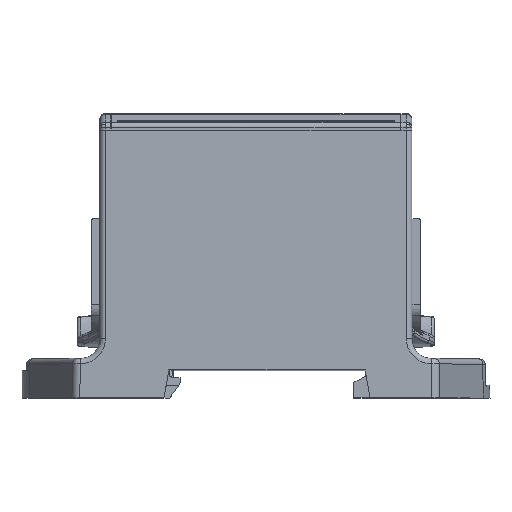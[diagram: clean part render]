
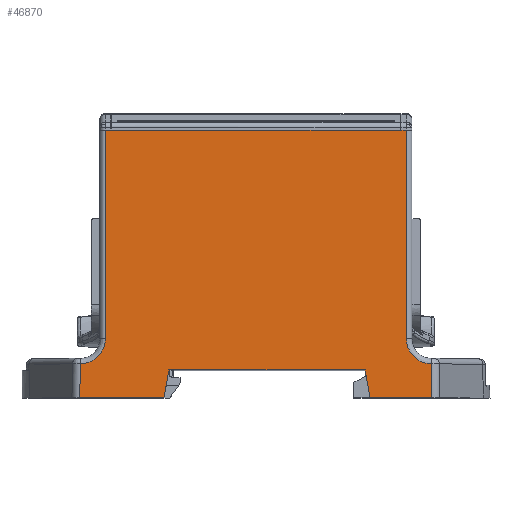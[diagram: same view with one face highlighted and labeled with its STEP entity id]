
A CAD part, top view. The second image highlights one B-rep face of the part: STEP entity #46870.
In plain terms, the highlighted planar face has unit normal (0, 0.009, 1).
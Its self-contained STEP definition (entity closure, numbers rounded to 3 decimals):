
#3590=CARTESIAN_POINT('',(20.482,0.,29.269));
#3600=DIRECTION('',(0.174,-0.985,
0.009));
#3610=VECTOR('',#3600,1.);
#3620=LINE('',#3590,#3610);
#3630=CARTESIAN_POINT('',(19.6,5.,29.225));
#3640=VERTEX_POINT('',#3630);
#3650=CARTESIAN_POINT('',(19.776,4.,
29.234));
#3660=VERTEX_POINT('',#3650);
#3670=EDGE_CURVE('',#3640,#3660,#3620,.T.);
#9950=CARTESIAN_POINT('',(-25.9,48.,28.85));
#9960=VERTEX_POINT('',#9950);
#9990=CARTESIAN_POINT('',(0.,48.,28.85));
#10000=DIRECTION('',(-1.,0.,0.));
#10010=VECTOR('',#10000,1.);
#10020=LINE('',#9990,#10010);
#10030=CARTESIAN_POINT('',(-26.,48.,28.85));
#10040=VERTEX_POINT('',#10030);
#10050=EDGE_CURVE('',#9960,#10040,#10020,.T.);
#14350=CARTESIAN_POINT('',(26.,48.,28.85));
#14360=VERTEX_POINT('',#14350);
#30080=CARTESIAN_POINT('',(-26.,48.,28.85));
#30090=DIRECTION('',(-1.,0.,0.));
#30100=VECTOR('',#30090,1.);
#30110=LINE('',#30080,#30100);
#30120=CARTESIAN_POINT('',(-27.,48.,28.85));
#30130=VERTEX_POINT('',#30120);
#30140=EDGE_CURVE('',#10040,#30130,#30110,.T.);
#45730=CARTESIAN_POINT('',(33.194,-1.235,
29.28));
#45740=DIRECTION('',(0.,0.009,1.));
#45750=DIRECTION('',(0.,1.,-0.009));
#45760=AXIS2_PLACEMENT_3D('',#45730,#45740,#45750);
#45770=PLANE('',#45760);
#45780=CARTESIAN_POINT('',(-27.,10.6,29.176));
#45790=DIRECTION('',(0.,1.,-0.009));
#45800=VECTOR('',#45790,1.);
#45810=LINE('',#45780,#45800);
#45820=CARTESIAN_POINT('',(-27.,10.6,29.176));
#45830=VERTEX_POINT('',#45820);
#45840=EDGE_CURVE('',#45830,#30130,#45810,.T.);
#45850=ORIENTED_EDGE('',*,*,#45840,.F.);
#45860=ORIENTED_EDGE('',*,*,#30140,.T.);
#45870=ORIENTED_EDGE('',*,*,#10050,.T.);
#45880=CARTESIAN_POINT('',(0.,48.,28.85));
#45890=DIRECTION('',(1.,0.,0.));
#45900=VECTOR('',#45890,1.);
#45910=LINE('',#45880,#45900);
#45920=CARTESIAN_POINT('',(25.9,48.,28.85));
#45930=VERTEX_POINT('',#45920);
#45940=EDGE_CURVE('',#9960,#45930,#45910,.T.);
#45950=ORIENTED_EDGE('',*,*,#45940,.F.);
#45960=EDGE_CURVE('',#14360,#45930,#10020,.T.);
#45970=ORIENTED_EDGE('',*,*,#45960,.T.);
#45980=CARTESIAN_POINT('',(27.,48.,28.85));
#45990=DIRECTION('',(-1.,0.,0.));
#46000=VECTOR('',#45990,1.);
#46010=LINE('',#45980,#46000);
#46020=CARTESIAN_POINT('',(27.,48.,28.85));
#46030=VERTEX_POINT('',#46020);
#46040=EDGE_CURVE('',#46030,#14360,#46010,.T.);
#46050=ORIENTED_EDGE('',*,*,#46040,.T.);
#46060=CARTESIAN_POINT('',(27.,48.,28.85));
#46070=DIRECTION('',(0.,-1.,0.009));
#46080=VECTOR('',#46070,1.);
#46090=LINE('',#46060,#46080);
#46100=CARTESIAN_POINT('',(27.,10.6,
29.176));
#46110=VERTEX_POINT('',#46100);
#46120=EDGE_CURVE('',#46030,#46110,#46090,.T.);
#46130=ORIENTED_EDGE('',*,*,#46120,.F.);
#46140=CARTESIAN_POINT('',(31.5,10.6,
29.176));
#46150=DIRECTION('',(0.,0.009,1.));
#46160=DIRECTION('',(0.,1.,-0.009));
#46170=AXIS2_PLACEMENT_3D('',#46140,#46150,#46160);
#46180=CIRCLE('',#46170,4.5);
#46190=CARTESIAN_POINT('',(31.486,6.1,
29.216));
#46200=VERTEX_POINT('',#46190);
#46210=EDGE_CURVE('',#46110,#46200,#46180,.T.);
#46220=ORIENTED_EDGE('',*,*,#46210,.F.);
#46230=CARTESIAN_POINT('',(31.486,6.1,
29.216));
#46240=DIRECTION('',(0.015,-1.,
0.009));
#46250=VECTOR('',#46240,1.);
#46260=LINE('',#46230,#46250);
#46270=CARTESIAN_POINT('',(31.58,0.,29.269));
#46280=VERTEX_POINT('',#46270);
#46290=EDGE_CURVE('',#46200,#46280,#46260,.T.);
#46300=ORIENTED_EDGE('',*,*,#46290,.F.);
#46310=CARTESIAN_POINT('',(0.,0.,29.269));
#46320=DIRECTION('',(1.,0.,0.));
#46330=VECTOR('',#46320,1.);
#46340=LINE('',#46310,#46330);
#46350=CARTESIAN_POINT('',(20.482,0.,29.269));
#46360=VERTEX_POINT('',#46350);
#46370=EDGE_CURVE('',#46360,#46280,#46340,.T.);
#46380=ORIENTED_EDGE('',*,*,#46370,.T.);
#46390=CARTESIAN_POINT('',(19.776,4.,
29.234));
#46400=DIRECTION('',(0.174,-0.985,
0.009));
#46410=VECTOR('',#46400,1.);
#46420=LINE('',#46390,#46410);
#46430=EDGE_CURVE('',#3660,#46360,#46420,.T.);
#46440=ORIENTED_EDGE('',*,*,#46430,.T.);
#46450=ORIENTED_EDGE('',*,*,#3670,.T.);
#46460=CARTESIAN_POINT('',(0.,5.,29.225));
#46470=DIRECTION('',(-1.,0.,0.));
#46480=VECTOR('',#46470,1.);
#46490=LINE('',#46460,#46480);
#46500=CARTESIAN_POINT('',(-15.6,5.,29.225));
#46510=VERTEX_POINT('',#46500);
#46520=EDGE_CURVE('',#3640,#46510,#46490,.T.);
#46530=ORIENTED_EDGE('',*,*,#46520,.F.);
#46540=CARTESIAN_POINT('',(-16.482,0.,29.269));
#46550=DIRECTION('',(-0.174,-0.985,
0.009));
#46560=VECTOR('',#46550,1.);
#46570=LINE('',#46540,#46560);
#46580=CARTESIAN_POINT('',(-16.482,-0.,29.269));
#46590=VERTEX_POINT('',#46580);
#46600=EDGE_CURVE('',#46510,#46590,#46570,.T.);
#46610=ORIENTED_EDGE('',*,*,#46600,.F.);
#46620=CARTESIAN_POINT('',(0.,0.,29.269));
#46630=DIRECTION('',(1.,0.,0.));
#46640=VECTOR('',#46630,1.);
#46650=LINE('',#46620,#46640);
#46660=CARTESIAN_POINT('',(-31.58,0.,29.269));
#46670=VERTEX_POINT('',#46660);
#46680=EDGE_CURVE('',#46670,#46590,#46650,.T.);
#46690=ORIENTED_EDGE('',*,*,#46680,.T.);
#46700=CARTESIAN_POINT('',(-31.58,0.,29.269));
#46710=DIRECTION('',(0.015,1.,
-0.009));
#46720=VECTOR('',#46710,1.);
#46730=LINE('',#46700,#46720);
#46740=CARTESIAN_POINT('',(-31.486,6.1,
29.216));
#46750=VERTEX_POINT('',#46740);
#46760=EDGE_CURVE('',#46670,#46750,#46730,.T.);
#46770=ORIENTED_EDGE('',*,*,#46760,.F.);
#46780=CARTESIAN_POINT('',(-31.5,10.6,
29.176));
#46790=DIRECTION('',(0.,0.009,1.));
#46800=DIRECTION('',(0.,1.,-0.009));
#46810=AXIS2_PLACEMENT_3D('',#46780,#46790,#46800);
#46820=CIRCLE('',#46810,4.5);
#46830=EDGE_CURVE('',#46750,#45830,#46820,.T.);
#46840=ORIENTED_EDGE('',*,*,#46830,.F.);
#46850=EDGE_LOOP('',(#46840,#46770,#46690,#46610,#46530,#46450,#46440,
#46380,#46300,#46220,#46130,#46050,#45970,#45950,#45870,#45860,#45850));
#46860=FACE_OUTER_BOUND('',#46850,.T.);
#46870=ADVANCED_FACE('',(#46860),#45770,.T.);
